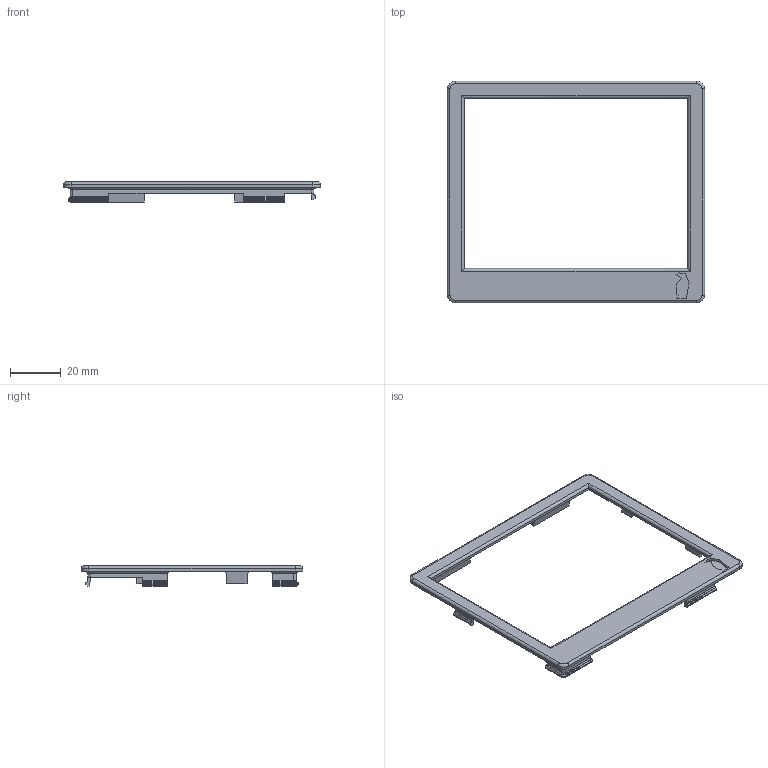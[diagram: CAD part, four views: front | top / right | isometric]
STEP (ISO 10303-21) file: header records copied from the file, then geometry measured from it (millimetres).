
FILE_DESCRIPTION (( 'STEP AP203' ), '1' );
FILE_NAME ('Paperd.ink_rev5_front_cover.STEP', '2022-01-07T17:53:52', ( '' ), ( '' ), 'SwSTEP 2.0', 'SolidWorks 2019', '' );
FILE_SCHEMA (( 'CONFIG_CONTROL_DESIGN' ));
Length unit declared in the file: millimetre
Products named in the file (1): Paperd.ink_rev5_front_cover
Bounding box: 101 x 87 x 7.9 mm (x, y, z)
Volume: 6968.3 mm3; surface area: 8805.9 mm2
Topology: 1 solids, 1 shells, 177 faces, 468 edges, 298 vertices
Faces by surface type: plane 109, cylinder 55, torus 7, cone 6
Entity records: 5498 total; most frequent: CARTESIAN_POINT 986, ORIENTED_EDGE 936, DIRECTION 921, EDGE_CURVE 468, VECTOR 343, LINE 343, VERTEX_POINT 298, AXIS2_PLACEMENT_3D 289
